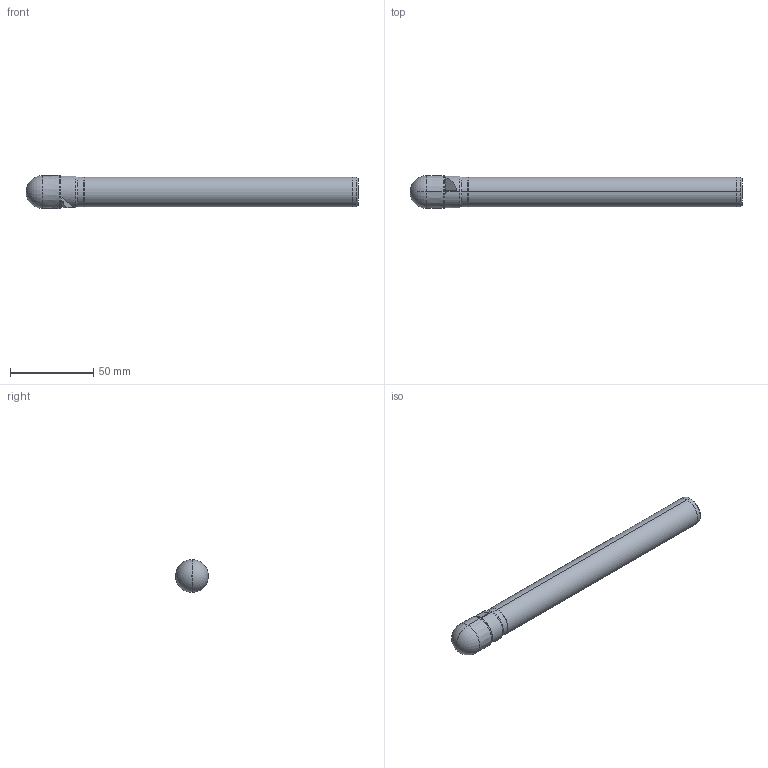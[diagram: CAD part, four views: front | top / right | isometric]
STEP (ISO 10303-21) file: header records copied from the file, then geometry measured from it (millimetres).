
FILE_DESCRIPTION (( 'STEP AP214' ), '1' );
FILE_NAME ('KF-20-K03-18-200.STEP', '2019-08-14T12:57:53', ( '' ), ( '' ), 'SwSTEP 2.0', 'SolidWorks 2019', '' );
FILE_SCHEMA (( 'AUTOMOTIVE_DESIGN' ));
Length unit declared in the file: millimetre
Products named in the file (1): KF-20-K03-18-200
Bounding box: 200 x 19.9 x 19.9 mm (x, y, z)
Volume: 48667.1 mm3; surface area: 14262.9 mm2
Topology: 1 solids, 1 shells, 95 faces, 237 edges, 147 vertices
Faces by surface type: cone 30, plane 24, cylinder 20, torus 15, bspline 4, sphere 2
Entity records: 3640 total; most frequent: CARTESIAN_POINT 1191, ORIENTED_EDGE 470, DIRECTION 447, EDGE_CURVE 235, AXIS2_PLACEMENT_3D 186, VERTEX_POINT 147, EDGE_LOOP 100, ADVANCED_FACE 95
